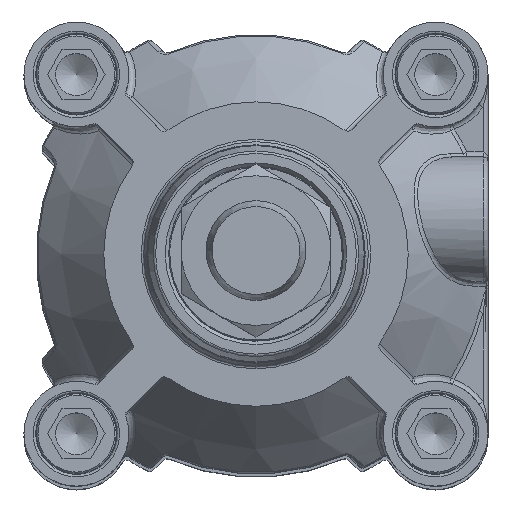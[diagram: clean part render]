
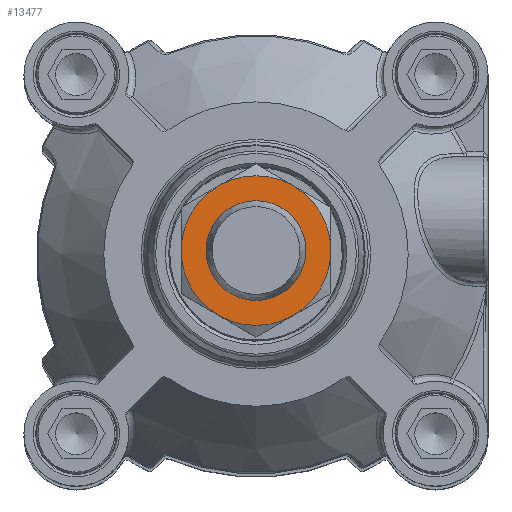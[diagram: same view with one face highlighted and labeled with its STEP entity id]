
A CAD part, top view. The second image highlights one B-rep face of the part: STEP entity #13477.
In plain terms, the highlighted face is planar.
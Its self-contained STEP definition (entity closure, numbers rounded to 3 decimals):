
#156=FACE_BOUND('',#2904,.T.);
#2058=FACE_OUTER_BOUND('',#2903,.T.);
#2903=EDGE_LOOP('',(#12396,#12397,#12398,#12399,#12400,#12401));
#2904=EDGE_LOOP('',(#12402));
#3717=CIRCLE('',#15098,10.);
#3721=CIRCLE('',#15104,15.);
#3722=CIRCLE('',#15105,15.);
#3723=CIRCLE('',#15106,15.);
#3724=CIRCLE('',#15107,15.);
#3725=CIRCLE('',#15108,15.);
#3726=CIRCLE('',#15109,15.);
#6725=VERTEX_POINT('',#27669);
#6729=VERTEX_POINT('',#27681);
#6730=VERTEX_POINT('',#27682);
#6731=VERTEX_POINT('',#27684);
#6732=VERTEX_POINT('',#27686);
#6733=VERTEX_POINT('',#27688);
#6734=VERTEX_POINT('',#27690);
#8615=EDGE_CURVE('',#6725,#6725,#3717,.T.);
#8621=EDGE_CURVE('',#6729,#6730,#3721,.T.);
#8622=EDGE_CURVE('',#6730,#6731,#3722,.T.);
#8623=EDGE_CURVE('',#6731,#6732,#3723,.T.);
#8624=EDGE_CURVE('',#6732,#6733,#3724,.T.);
#8625=EDGE_CURVE('',#6733,#6734,#3725,.T.);
#8626=EDGE_CURVE('',#6734,#6729,#3726,.T.);
#12396=ORIENTED_EDGE('',*,*,#8621,.T.);
#12397=ORIENTED_EDGE('',*,*,#8622,.T.);
#12398=ORIENTED_EDGE('',*,*,#8623,.T.);
#12399=ORIENTED_EDGE('',*,*,#8624,.T.);
#12400=ORIENTED_EDGE('',*,*,#8625,.T.);
#12401=ORIENTED_EDGE('',*,*,#8626,.T.);
#12402=ORIENTED_EDGE('',*,*,#8615,.F.);
#12716=PLANE('',#15103);
#13477=ADVANCED_FACE('',(#2058,#156),#12716,.F.);
#15098=AXIS2_PLACEMENT_3D('',#27670,#18674,#18675);
#15103=AXIS2_PLACEMENT_3D('',#27680,#18686,#18687);
#15104=AXIS2_PLACEMENT_3D('',#27683,#18688,#18689);
#15105=AXIS2_PLACEMENT_3D('',#27685,#18690,#18691);
#15106=AXIS2_PLACEMENT_3D('',#27687,#18692,#18693);
#15107=AXIS2_PLACEMENT_3D('',#27689,#18694,#18695);
#15108=AXIS2_PLACEMENT_3D('',#27691,#18696,#18697);
#15109=AXIS2_PLACEMENT_3D('',#27692,#18698,#18699);
#18674=DIRECTION('center_axis',(-1.,0.,0.));
#18675=DIRECTION('ref_axis',(0.,0.,-1.));
#18686=DIRECTION('center_axis',(1.,0.,0.));
#18687=DIRECTION('ref_axis',(0.,0.,-1.));
#18688=DIRECTION('center_axis',(-1.,0.,0.));
#18689=DIRECTION('ref_axis',(0.,1.,0.));
#18690=DIRECTION('center_axis',(-1.,0.,0.));
#18691=DIRECTION('ref_axis',(0.,1.,0.));
#18692=DIRECTION('center_axis',(-1.,0.,0.));
#18693=DIRECTION('ref_axis',(0.,1.,0.));
#18694=DIRECTION('center_axis',(-1.,0.,0.));
#18695=DIRECTION('ref_axis',(0.,1.,0.));
#18696=DIRECTION('center_axis',(-1.,0.,0.));
#18697=DIRECTION('ref_axis',(0.,1.,0.));
#18698=DIRECTION('center_axis',(-1.,0.,0.));
#18699=DIRECTION('ref_axis',(0.,1.,0.));
#27669=CARTESIAN_POINT('',(0.,0.,10.));
#27670=CARTESIAN_POINT('Origin',(0.,0.,0.));
#27680=CARTESIAN_POINT('Origin',(0.,0.,0.));
#27681=CARTESIAN_POINT('',(0.,-12.99,-7.5));
#27682=CARTESIAN_POINT('',(0.,-12.99,7.5));
#27683=CARTESIAN_POINT('Origin',(0.,0.,0.));
#27684=CARTESIAN_POINT('',(0.,0.,15.));
#27685=CARTESIAN_POINT('Origin',(0.,0.,0.));
#27686=CARTESIAN_POINT('',(0.,12.99,7.5));
#27687=CARTESIAN_POINT('Origin',(0.,0.,0.));
#27688=CARTESIAN_POINT('',(0.,12.99,-7.5));
#27689=CARTESIAN_POINT('Origin',(0.,0.,0.));
#27690=CARTESIAN_POINT('',(0.,0.,-15.));
#27691=CARTESIAN_POINT('Origin',(0.,0.,0.));
#27692=CARTESIAN_POINT('Origin',(0.,0.,0.));
